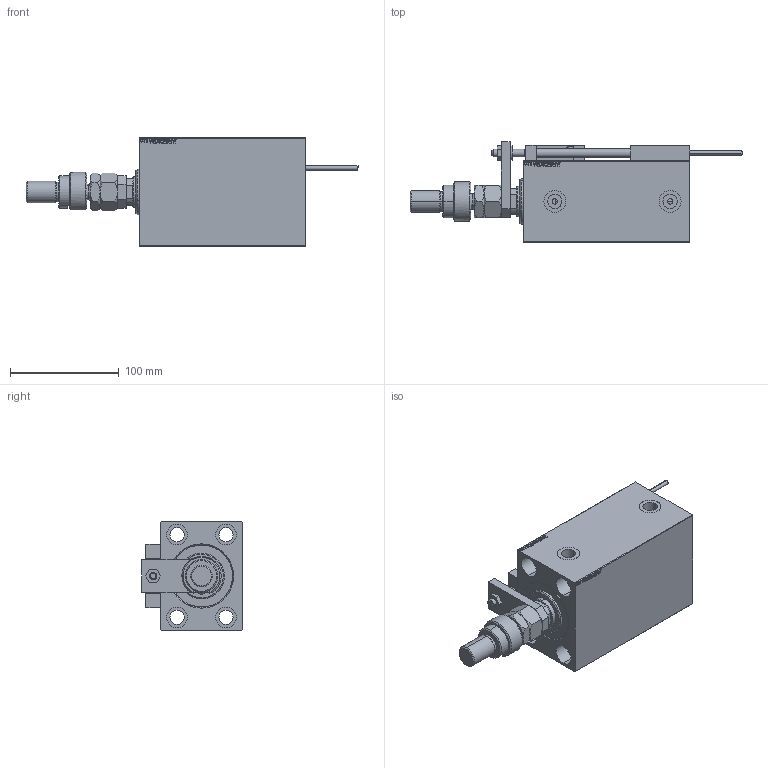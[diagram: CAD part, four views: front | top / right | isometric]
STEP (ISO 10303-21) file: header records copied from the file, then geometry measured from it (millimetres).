
FILE_DESCRIPTION (( 'STEP AP203' ), '1' );
FILE_NAME ('b9ac.STEP', '2022-04-17T07:23:12', ( '' ), ( '' ), 'SwSTEP 2.0', 'SolidWorks 2019', '' );
FILE_SCHEMA (( 'CONFIG_CONTROL_DESIGN' ));
Length unit declared in the file: millimetre
Products named in the file (18): TYC_L79 02507cc7fff1381fd2680b27bfe18b8b; Block 02507cc7fff1381fd2680b27bfe18b8b; X_Y_DFA 02507cc7fff1381fd2680b27bfe18b8b; V450CM_VC_B 02507cc7fff1381fd2680b27bfe18b8b; MFA 02507cc7fff1381fd2680b27bfe18b8b; SWITCH DIM B,W 02507cc7fff1381fd2680b27bfe18b8b; MAGNET 02507cc7fff1381fd2680b27bfe18b8b; V450CM_C_VCP 02507cc7fff1381fd2680b27bfe18b8b; b9ac; V450CM_C_Body 02507cc7fff1381fd2680b27bfe18b8b; ZARAZKA 02507cc7fff1381fd2680b27bfe18b8b; SWITCH X 02507cc7fff1381fd2680b27bfe18b8b; FEMALE_PART_FOR_DFA 02507cc7fff1381fd2680b27bfe18b8b; ALLEN BOLT D5 02507cc7fff1381fd2680b27bfe18b8b; ALLEN BOLT D8 02507cc7fff1381fd2680b27bfe18b8b; KONCOVKA 02507cc7fff1381fd2680b27bfe18b8b; SWITCH_X_FRONT_BACK 02507cc7fff1381fd2680b27bfe18b8b; NUT_D12 02507cc7fff1381fd2680b27bfe18b8b
Assembly tree (27 placements, depth 3):
  b9ac
    V450CM_C_Body 02507cc7fff1381fd2680b27bfe18b8b
    SWITCH X 02507cc7fff1381fd2680b27bfe18b8b
      SWITCH_X_FRONT_BACK 02507cc7fff1381fd2680b27bfe18b8b  x2
      TYC_L79 02507cc7fff1381fd2680b27bfe18b8b
      Block 02507cc7fff1381fd2680b27bfe18b8b  x2
      ALLEN BOLT D5 02507cc7fff1381fd2680b27bfe18b8b  x4
      ALLEN BOLT D8 02507cc7fff1381fd2680b27bfe18b8b  x4
      MAGNET 02507cc7fff1381fd2680b27bfe18b8b  x2
      KONCOVKA 02507cc7fff1381fd2680b27bfe18b8b  x2
    NUT_D12 02507cc7fff1381fd2680b27bfe18b8b
    SWITCH DIM B,W 02507cc7fff1381fd2680b27bfe18b8b
    ZARAZKA 02507cc7fff1381fd2680b27bfe18b8b
    V450CM_C_VCP 02507cc7fff1381fd2680b27bfe18b8b
    V450CM_VC_B 02507cc7fff1381fd2680b27bfe18b8b
    X_Y_DFA 02507cc7fff1381fd2680b27bfe18b8b
      FEMALE_PART_FOR_DFA 02507cc7fff1381fd2680b27bfe18b8b
      MFA 02507cc7fff1381fd2680b27bfe18b8b
Bounding box: 305 x 92.5 x 100 mm (x, y, z)
Volume: 1043198.9 mm3; surface area: 193074.1 mm2
Topology: 25 solids, 25 shells, 1387 faces, 3302 edges, 2099 vertices
Faces by surface type: plane 594, bspline 380, cylinder 215, cone 146, torus 48, sphere 4
Entity records: 53864 total; most frequent: CARTESIAN_POINT 27003, ORIENTED_EDGE 5624, DIRECTION 3942, EDGE_CURVE 2812, VERTEX_POINT 1823, LINE 1562, VECTOR 1562, EDGE_LOOP 1307
